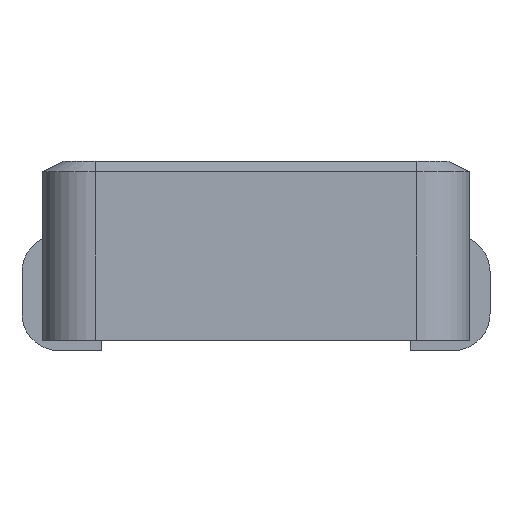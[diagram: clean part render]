
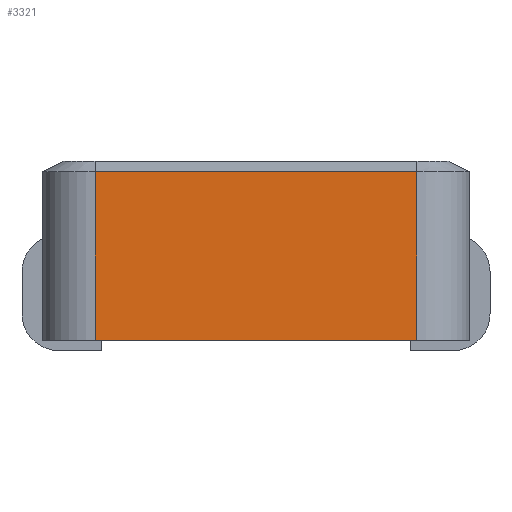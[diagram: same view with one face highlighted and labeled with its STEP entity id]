
A CAD part, front view. The second image highlights one B-rep face of the part: STEP entity #3321.
In plain terms, the highlighted planar face has unit normal (0, -1, 0).
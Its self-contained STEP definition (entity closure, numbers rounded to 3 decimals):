
#195=ORIENTED_EDGE('',*,*,#871,.F.);
#196=ORIENTED_EDGE('',*,*,#857,.T.);
#197=ORIENTED_EDGE('',*,*,#859,.T.);
#198=ORIENTED_EDGE('',*,*,#873,.T.);
#857=EDGE_CURVE('',#1182,#1185,#1419,.T.);
#859=EDGE_CURVE('',#1185,#1197,#1421,.T.);
#871=EDGE_CURVE('',#1182,#1204,#1430,.T.);
#873=EDGE_CURVE('',#1197,#1204,#1431,.T.);
#1182=VERTEX_POINT('',#4408);
#1185=VERTEX_POINT('',#4416);
#1197=VERTEX_POINT('',#4452);
#1204=VERTEX_POINT('',#4475);
#1419=LINE('',#4448,#1713);
#1421=LINE('',#4451,#1715);
#1430=LINE('',#4474,#1724);
#1431=LINE('',#4478,#1725);
#1713=VECTOR('',#3674,1000.);
#1715=VECTOR('',#3678,1000.);
#1724=VECTOR('',#3701,1000.);
#1725=VECTOR('',#3706,1000.);
#1996=EDGE_LOOP('',(#195,#196,#197,#198));
#2140=FACE_BOUND('',#1996,.T.);
#2270=PLANE('',#3468);
#3321=ADVANCED_FACE('',(#2140),#2270,.F.);
#3468=AXIS2_PLACEMENT_3D('',#4477,#3704,#3705);
#3674=DIRECTION('',(-1.,0.,0.));
#3678=DIRECTION('',(0.,0.,-1.));
#3701=DIRECTION('',(0.,0.,-1.));
#3704=DIRECTION('',(0.,1.,0.));
#3705=DIRECTION('',(-1.,0.,0.));
#3706=DIRECTION('',(1.,0.,0.));
#4408=CARTESIAN_POINT('',(1.53,-2.03,1.6));
#4416=CARTESIAN_POINT('',(-1.53,-2.03,1.6));
#4448=CARTESIAN_POINT('',(-1.53,-2.03,1.6));
#4451=CARTESIAN_POINT('',(-1.53,-2.03,1.7));
#4452=CARTESIAN_POINT('',(-1.53,-2.03,0.));
#4474=CARTESIAN_POINT('',(1.53,-2.03,1.7));
#4475=CARTESIAN_POINT('',(1.53,-2.03,0.));
#4477=CARTESIAN_POINT('',(-2.03,-2.03,1.7));
#4478=CARTESIAN_POINT('',(-2.03,-2.03,0.));
